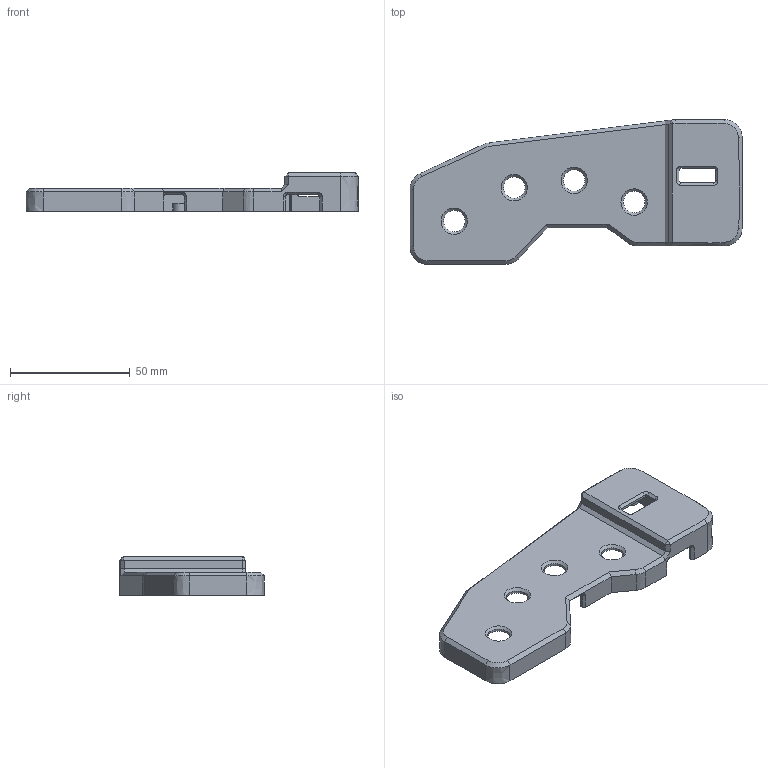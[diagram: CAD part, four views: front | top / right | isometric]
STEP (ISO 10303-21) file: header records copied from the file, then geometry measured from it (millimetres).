
FILE_DESCRIPTION(('FreeCAD Model'),'2;1');
FILE_NAME('Open CASCADE Shape Model','2025-01-08T22:22:22',(''),(''), 'Open CASCADE STEP processor 7.6','FreeCAD','Unknown');
FILE_SCHEMA(('AUTOMOTIVE_DESIGN { 1 0 10303 214 1 1 1 1 }'));
Length unit declared in the file: millimetre
Products named in the file (1): top
Bounding box: 138.4 x 60.25 x 16.1 mm (x, y, z)
Volume: 18582.5 mm3; surface area: 20032.6 mm2
Topology: 1 solids, 1 shells, 190 faces, 513 edges, 315 vertices
Faces by surface type: bspline 53, extrusion 49, plane 48, cylinder 32, cone 8
Full cylindrical faces by diameter (mm): 3.3 x6, 9 x4
Entity records: 11197 total; most frequent: CARTESIAN_POINT 7124, ORIENTED_EDGE 1024, EDGE_CURVE 512, DIRECTION 498, B_SPLINE_CURVE_WITH_KNOTS 358, VERTEX_POINT 315, FACE_BOUND 207, EDGE_LOOP 207
